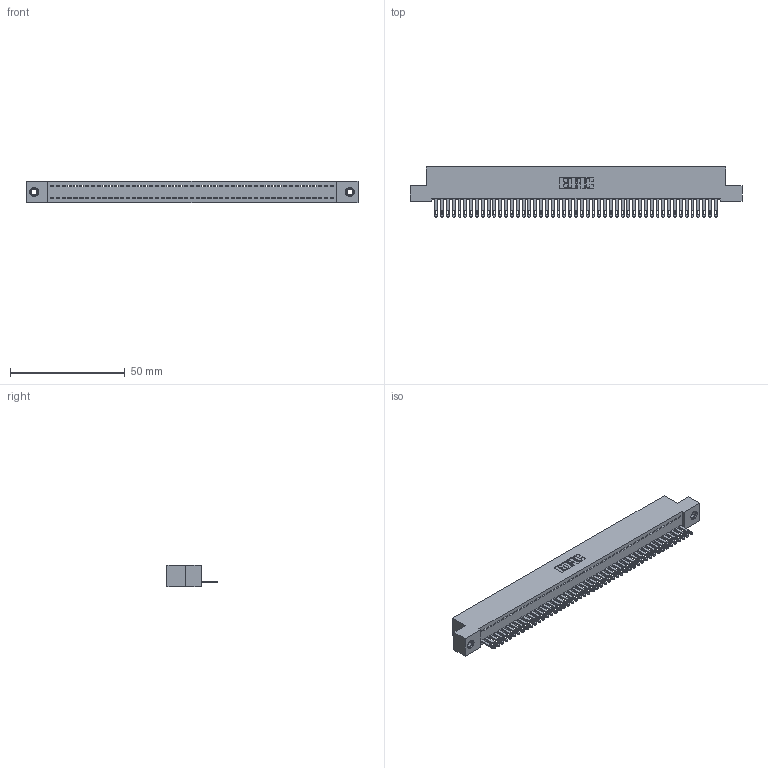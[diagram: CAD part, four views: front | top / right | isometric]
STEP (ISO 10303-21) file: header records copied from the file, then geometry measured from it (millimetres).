
FILE_DESCRIPTION (( 'STEP AP203' ), '1' );
FILE_NAME ('342-049-500-107.STEP', '2019-10-02T22:38:30', ( '' ), ( '' ), 'SwSTEP 2.0', 'SolidWorks 2016', '' );
FILE_SCHEMA (( 'CONFIG_CONTROL_DESIGN' ));
Length unit declared in the file: inch
Products named in the file (4): 345-250-001_345-250-005-103; 342-049-500-107; 342 Part_TI; 345-292-001_345-293-100
Assembly tree (52 placements, depth 2):
  342-049-500-107
    342 Part_TI
    345-292-001_345-293-100  x49
    345-250-001_345-250-005-103  x2
Bounding box: 144.78 x 21.85 x 9.4 mm (x, y, z)
Volume: 12737.7 mm3; surface area: 18964.2 mm2
Topology: 52 solids, 52 shells, 2816 faces, 8667 edges, 5770 vertices
Faces by surface type: plane 1862, cylinder 938, cone 12, torus 4
Entity records: 30034 total; most frequent: CARTESIAN_POINT 5160, ORIENTED_EDGE 5138, DIRECTION 4373, EDGE_CURVE 2569, VECTOR 2417, LINE 2417, VERTEX_POINT 1708, AXIS2_PLACEMENT_3D 978
